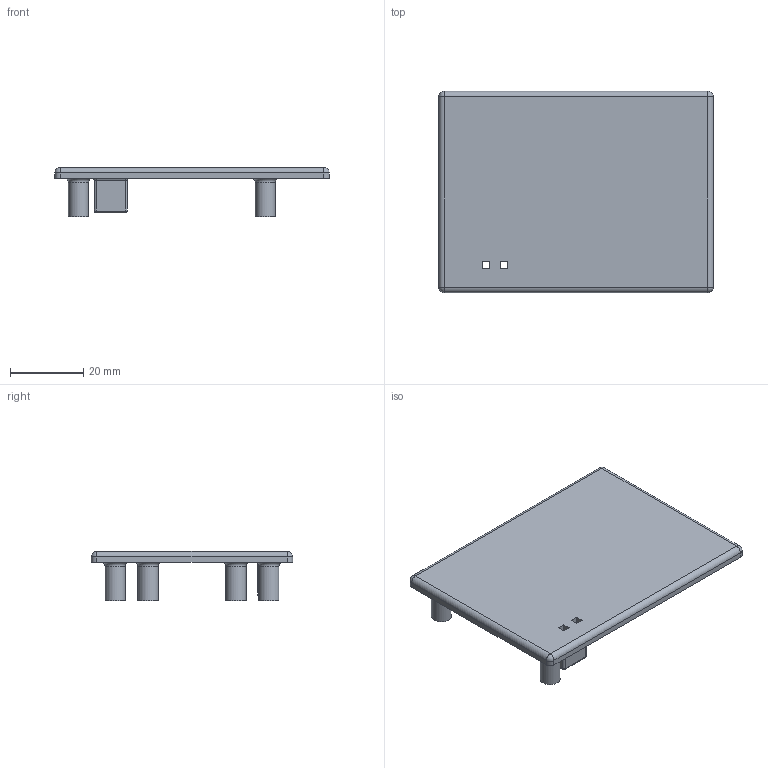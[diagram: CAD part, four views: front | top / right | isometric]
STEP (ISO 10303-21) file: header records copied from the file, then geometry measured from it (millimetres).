
FILE_DESCRIPTION(('FreeCAD Model'),'2;1');
FILE_NAME('Open CASCADE Shape Model','2026-01-04T13:57:29',(''),(''), 'Open CASCADE STEP processor 7.9','FreeCAD','Unknown');
FILE_SCHEMA(('AUTOMOTIVE_DESIGN { 1 0 10303 214 1 1 1 1 }'));
Length unit declared in the file: millimetre
Products named in the file (1): Top
Bounding box: 75 x 55 x 13.4 mm (x, y, z)
Volume: 13291.5 mm3; surface area: 10264.8 mm2
Topology: 1 solids, 1 shells, 71 faces, 152 edges, 84 vertices
Faces by surface type: cylinder 28, plane 27, torus 8, sphere 8
Full cylindrical faces by diameter (mm): 2.5 x4, 5.5 x4
Entity records: 1868 total; most frequent: DIRECTION 356, CARTESIAN_POINT 300, ORIENTED_EDGE 288, EDGE_CURVE 144, AXIS2_PLACEMENT_3D 140, FACE_BOUND 84, EDGE_LOOP 84, VERTEX_POINT 84
